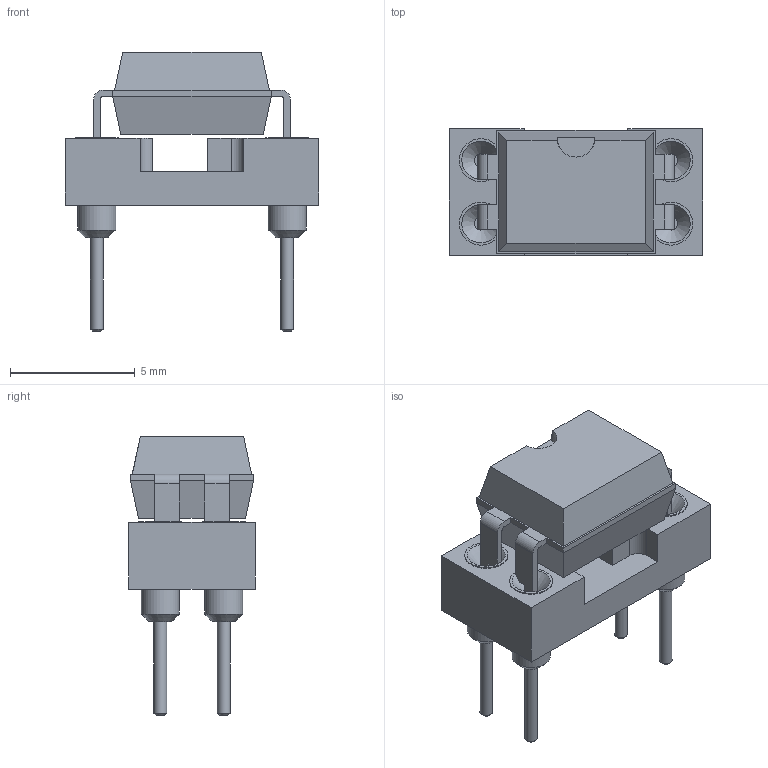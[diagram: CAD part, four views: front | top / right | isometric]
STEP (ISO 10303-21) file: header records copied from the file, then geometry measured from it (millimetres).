
FILE_DESCRIPTION(('FreeCAD Model'),'2;1');
FILE_NAME('DIP_4_W762mm_Socket_sp.step', '2018-12-28T18:18:50',('kicad StepUp'),('ksu MCAD'), 'Open CASCADE STEP processor 7.2','FreeCAD','Unknown');
FILE_SCHEMA(('AUTOMOTIVE_DESIGN { 1 0 10303 214 1 1 1 1 }'));
Length unit declared in the file: millimetre
Products named in the file (1): DIP_4_W762mm_Socket_sp
Bounding box: 10.16 x 5.08 x 11.21 mm (x, y, z)
Volume: 213.2 mm3; surface area: 403.1 mm2
Topology: 1 solids, 1 shells, 165 faces, 440 edges, 283 vertices
Faces by surface type: plane 92, cylinder 45, bspline 16, cone 12
Full cylindrical faces by diameter (mm): 0.508 x4, 1.524 x4, 1.724 x4
Entity records: 6616 total; most frequent: CARTESIAN_POINT 1253, ORIENTED_EDGE 880, DIRECTION 877, EDGE_CURVE 440, AXIS2_PLACEMENT_3D 306, VERTEX_POINT 283, LINE 265, VECTOR 265
